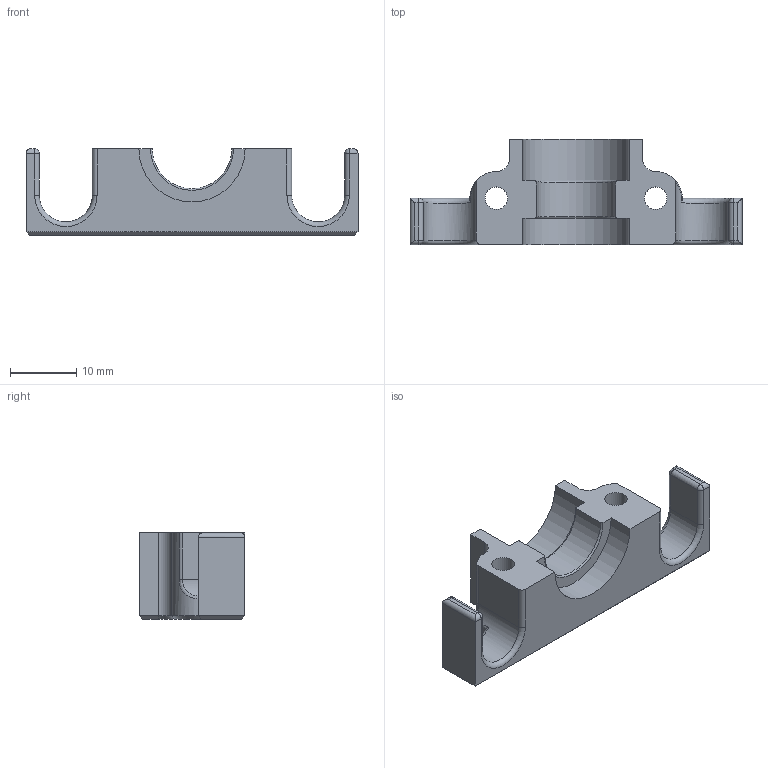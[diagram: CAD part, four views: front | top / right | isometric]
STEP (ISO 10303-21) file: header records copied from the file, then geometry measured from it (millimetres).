
FILE_DESCRIPTION(('FreeCAD Model'),'2;1');
FILE_NAME( 'e3d_lalita_base.step', '2017-02-11T10:53:36',('Diego Lale'),('Lalebots'), 'Open CASCADE STEP processor 6.8','FreeCAD','Unknown');
FILE_SCHEMA(('AUTOMOTIVE_DESIGN_CC2 { 1 2 10303 214 -1 1 5 4 }'));
Length unit declared in the file: millimetre
Products named in the file (2): ASSEMBLY; Chamfer
Assembly tree (1 placements, depth 2):
  ASSEMBLY
    Chamfer
Bounding box: 50 x 15.9 x 13 mm (x, y, z)
Volume: 4638.1 mm3; surface area: 2909.9 mm2
Topology: 1 solids, 1 shells, 72 faces, 176 edges, 102 vertices
Faces by surface type: plane 27, cylinder 27, torus 6, cone 6, sphere 4, bspline 2
Full cylindrical faces by diameter (mm): 3.4 x2
Entity records: 9824 total; most frequent: CARTESIAN_POINT 6418, DIRECTION 617, ORIENTED_EDGE 344, PCURVE 344, DEFINITIONAL_REPRESENTATION 344, LINE 320, VECTOR 320, EDGE_CURVE 172
